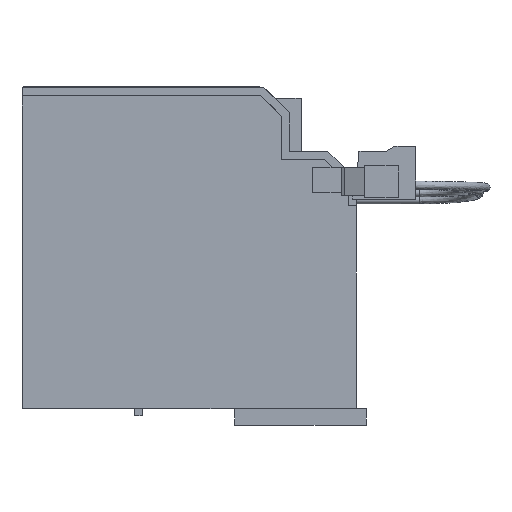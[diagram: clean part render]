
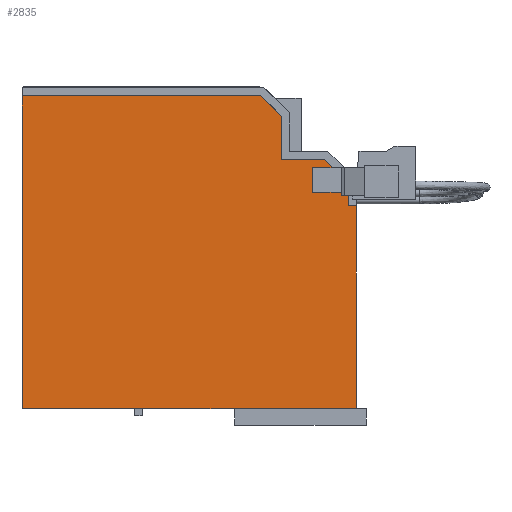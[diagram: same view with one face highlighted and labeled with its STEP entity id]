
A CAD part, left-side view. The second image highlights one B-rep face of the part: STEP entity #2835.
In plain terms, the highlighted planar face has unit normal (-1, 0, 0).
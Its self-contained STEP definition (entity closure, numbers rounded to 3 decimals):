
#2835=ADVANCED_FACE('',(#3574),#15686,.F.);
#3574=FACE_OUTER_BOUND('',#4298,.T.);
#4298=EDGE_LOOP('',(#5743,#5744,#5745,#5746,#5747,#5748,#5749,#5750,#5751,
#5752,#5753,#5754));
#5743=ORIENTED_EDGE('',*,*,#10454,.F.);
#5744=ORIENTED_EDGE('',*,*,#10455,.T.);
#5745=ORIENTED_EDGE('',*,*,#10456,.T.);
#5746=ORIENTED_EDGE('',*,*,#10457,.T.);
#5747=ORIENTED_EDGE('',*,*,#10458,.T.);
#5748=ORIENTED_EDGE('',*,*,#10459,.T.);
#5749=ORIENTED_EDGE('',*,*,#10460,.T.);
#5750=ORIENTED_EDGE('',*,*,#10461,.F.);
#5751=ORIENTED_EDGE('',*,*,#10462,.F.);
#5752=ORIENTED_EDGE('',*,*,#10463,.T.);
#5753=ORIENTED_EDGE('',*,*,#10464,.T.);
#5754=ORIENTED_EDGE('',*,*,#10465,.F.);
#9060=VERTEX_POINT('',#26912);
#9061=VERTEX_POINT('',#26913);
#9062=VERTEX_POINT('',#26915);
#9063=VERTEX_POINT('',#26917);
#9064=VERTEX_POINT('',#26919);
#9065=VERTEX_POINT('',#26921);
#9066=VERTEX_POINT('',#26923);
#9067=VERTEX_POINT('',#26925);
#9068=VERTEX_POINT('',#26927);
#9069=VERTEX_POINT('',#26929);
#9070=VERTEX_POINT('',#26931);
#9071=VERTEX_POINT('',#26933);
#10454=EDGE_CURVE('',#9060,#9061,#12306,.T.);
#10455=EDGE_CURVE('',#9060,#9062,#12307,.T.);
#10456=EDGE_CURVE('',#9062,#9063,#12308,.T.);
#10457=EDGE_CURVE('',#9063,#9064,#12309,.T.);
#10458=EDGE_CURVE('',#9064,#9065,#12310,.T.);
#10459=EDGE_CURVE('',#9065,#9066,#12311,.T.);
#10460=EDGE_CURVE('',#9066,#9067,#12312,.T.);
#10461=EDGE_CURVE('',#9068,#9067,#12313,.T.);
#10462=EDGE_CURVE('',#9069,#9068,#12314,.T.);
#10463=EDGE_CURVE('',#9069,#9070,#12315,.T.);
#10464=EDGE_CURVE('',#9070,#9071,#12316,.T.);
#10465=EDGE_CURVE('',#9061,#9071,#12317,.T.);
#12306=LINE('',#26911,#13604);
#12307=LINE('',#26914,#13605);
#12308=LINE('',#26916,#13606);
#12309=LINE('',#26918,#13607);
#12310=LINE('',#26920,#13608);
#12311=LINE('',#26922,#13609);
#12312=LINE('',#26924,#13610);
#12313=LINE('',#26926,#13611);
#12314=LINE('',#26928,#13612);
#12315=LINE('',#26930,#13613);
#12316=LINE('',#26932,#13614);
#12317=LINE('',#26934,#13615);
#13604=VECTOR('',#18610,1.);
#13605=VECTOR('',#18611,1.);
#13606=VECTOR('',#18612,1.);
#13607=VECTOR('',#18613,1.);
#13608=VECTOR('',#18614,1.);
#13609=VECTOR('',#18615,1.);
#13610=VECTOR('',#18616,1.);
#13611=VECTOR('',#18617,1.);
#13612=VECTOR('',#18618,1.);
#13613=VECTOR('',#18619,1.);
#13614=VECTOR('',#18620,1.);
#13615=VECTOR('',#18621,1.);
#15686=PLANE('',#17204);
#17204=AXIS2_PLACEMENT_3D('',#26935,#18622,#18623);
#18610=DIRECTION('',(0.,-0.707,-0.707));
#18611=DIRECTION('',(0.,1.,0.));
#18612=DIRECTION('',(0.,0.,-1.));
#18613=DIRECTION('',(0.,0.,-1.));
#18614=DIRECTION('',(0.,-1.,0.));
#18615=DIRECTION('',(0.,-1.,0.));
#18616=DIRECTION('',(0.,0.,1.));
#18617=DIRECTION('',(0.,-1.,0.));
#18618=DIRECTION('',(0.,0.,-1.));
#18619=DIRECTION('',(0.,0.707,0.707));
#18620=DIRECTION('',(0.,1.,0.));
#18621=DIRECTION('',(0.,0.,-1.));
#18622=DIRECTION('',(1.,0.,0.));
#18623=DIRECTION('',(0.,1.,0.));
#26911=CARTESIAN_POINT('',(30.36,78.045,115.636));
#26912=CARTESIAN_POINT('',(30.36,85.72,123.31));
#26913=CARTESIAN_POINT('',(30.36,77.898,115.489));
#26914=CARTESIAN_POINT('',(30.36,85.82,123.31));
#26915=CARTESIAN_POINT('',(30.36,174.898,123.31));
#26916=CARTESIAN_POINT('',(30.36,174.898,9.202));
#26917=CARTESIAN_POINT('',(30.36,174.898,118.894));
#26918=CARTESIAN_POINT('',(30.36,174.898,9.202));
#26919=CARTESIAN_POINT('',(30.36,174.898,6.2));
#26920=CARTESIAN_POINT('',(30.36,173.398,6.2));
#26921=CARTESIAN_POINT('',(30.36,133.881,6.2));
#26922=CARTESIAN_POINT('',(30.36,173.398,6.2));
#26923=CARTESIAN_POINT('',(30.36,49.898,6.2));
#26924=CARTESIAN_POINT('',(30.36,49.898,126.2));
#26925=CARTESIAN_POINT('',(30.36,49.898,82.063));
#26926=CARTESIAN_POINT('',(30.36,173.398,82.063));
#26927=CARTESIAN_POINT('',(30.36,52.907,82.063));
#26928=CARTESIAN_POINT('',(30.36,52.907,6.2));
#26929=CARTESIAN_POINT('',(30.36,52.907,90.398));
#26930=CARTESIAN_POINT('',(30.36,52.898,90.389));
#26931=CARTESIAN_POINT('',(30.36,61.92,99.41));
#26932=CARTESIAN_POINT('',(30.36,61.82,99.41));
#26933=CARTESIAN_POINT('',(30.36,77.898,99.41));
#26934=CARTESIAN_POINT('',(30.36,77.898,87.747));
#26935=CARTESIAN_POINT('',(30.36,173.398,6.2));
